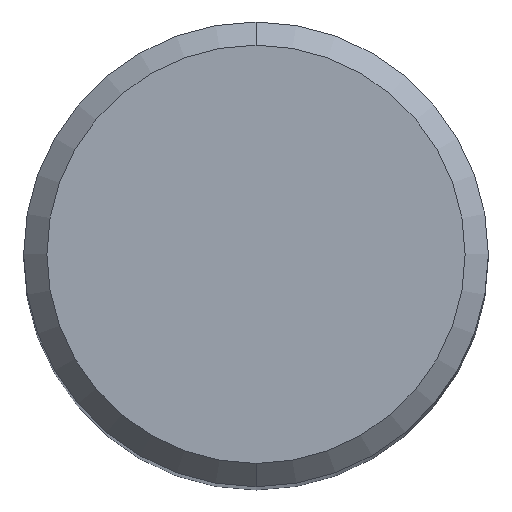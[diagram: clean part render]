
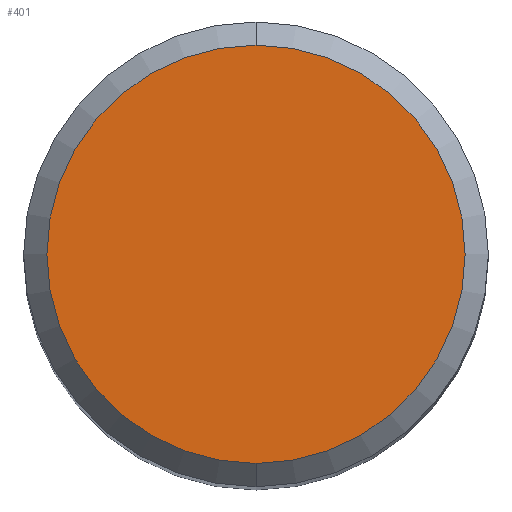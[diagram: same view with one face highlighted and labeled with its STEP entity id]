
A CAD part, top view. The second image highlights one B-rep face of the part: STEP entity #401.
In plain terms, the highlighted planar face has unit normal (0, 0, 1).
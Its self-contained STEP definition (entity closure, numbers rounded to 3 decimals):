
#197=VERTEX_POINT('',#493);
#199=EDGE_CURVE('',#391,#197,#495,.T.);
#391=VERTEX_POINT('',#705);
#401=ADVANCED_FACE('',(#715),#716,.T.);
#405=EDGE_CURVE('',#197,#391,#720,.T.);
#493=CARTESIAN_POINT('',(0.,-4.5,0.));
#495=CIRCLE('',#830,4.5);
#705=CARTESIAN_POINT('',(0.0,4.5,0.));
#715=FACE_OUTER_BOUND('',#1313,.T.);
#716=PLANE('',#1314);
#720=CIRCLE('',#1321,4.5);
#830=AXIS2_PLACEMENT_3D('',#1473,#1474,#1475);
#1313=EDGE_LOOP('',(#1696,#1697));
#1314=AXIS2_PLACEMENT_3D('',#1698,#1699,#1700);
#1321=AXIS2_PLACEMENT_3D('',#1702,#1703,#1704);
#1473=CARTESIAN_POINT('',(0.0,0.0,0.));
#1474=DIRECTION('',(0.0,0.0,-1.0));
#1475=DIRECTION('',(0.0,1.0,0.0));
#1696=ORIENTED_EDGE('',*,*,#199,.F.);
#1697=ORIENTED_EDGE('',*,*,#405,.F.);
#1698=CARTESIAN_POINT('',(0.0,2.25,0.));
#1699=DIRECTION('',(-0.0,0.0,1.0));
#1700=DIRECTION('',(0.0,-1.0,0.0));
#1702=CARTESIAN_POINT('',(0.0,0.0,0.));
#1703=DIRECTION('',(0.0,0.0,-1.0));
#1704=DIRECTION('',(0.0,1.0,0.0));
